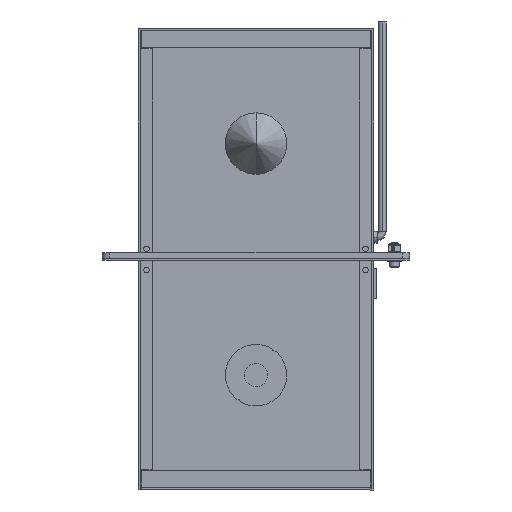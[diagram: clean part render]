
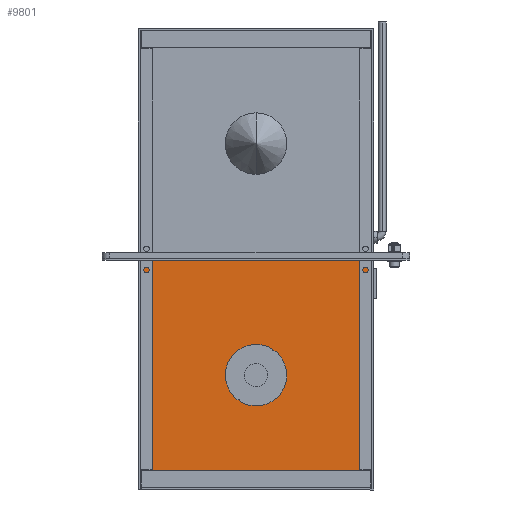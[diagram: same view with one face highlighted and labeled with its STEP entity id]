
A CAD part, front view. The second image highlights one B-rep face of the part: STEP entity #9801.
In plain terms, the highlighted planar face has unit normal (0, -1, 0).
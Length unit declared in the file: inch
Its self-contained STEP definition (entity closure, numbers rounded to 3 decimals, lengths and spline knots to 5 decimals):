
#353 = EDGE_CURVE ( 'NONE', #15095, #831, #2519, .T. ) ;
#542 = DIRECTION ( 'NONE',  ( 1., 0., 0. ) ) ;
#815 = CARTESIAN_POINT ( 'NONE',  ( -1.45889, 2.21814, 0.47755 ) ) ;
#831 = VERTEX_POINT ( 'NONE', #815 ) ;
#1189 = EDGE_CURVE ( 'NONE', #19656, #2597, #10811, .T. ) ;
#1202 = VECTOR ( 'NONE', #13720, 39.37008 ) ;
#2371 = FACE_OUTER_BOUND ( 'NONE', #8167, .T. ) ;
#2519 = LINE ( 'NONE', #6304, #6201 ) ;
#2582 = ORIENTED_EDGE ( 'NONE', *, *, #353, .F. ) ;
#2597 = VERTEX_POINT ( 'NONE', #8337 ) ;
#4328 = EDGE_CURVE ( 'NONE', #831, #19656, #9555, .T. ) ;
#4330 = EDGE_CURVE ( 'NONE', #2597, #15095, #5344, .T. ) ;
#5344 = LINE ( 'NONE', #18382, #13216 ) ;
#5605 = ORIENTED_EDGE ( 'NONE', *, *, #4328, .F. ) ;
#5992 = CARTESIAN_POINT ( 'NONE',  ( 6.06111, 2.21814, 7.87755 ) ) ;
#6201 = VECTOR ( 'NONE', #12437, 39.37008 ) ;
#6304 = CARTESIAN_POINT ( 'NONE',  ( 6.06111, 2.21814, 0.47755 ) ) ;
#6377 = DIRECTION ( 'NONE',  ( 0., 1., 0. ) ) ;
#6825 = AXIS2_PLACEMENT_3D ( 'NONE', #15819, #6377, #17397 ) ;
#8167 = EDGE_LOOP ( 'NONE', ( #5605, #2582, #17095, #9826 ) ) ;
#8337 = CARTESIAN_POINT ( 'NONE',  ( 6.06111, 2.21814, 7.87755 ) ) ;
#9555 = LINE ( 'NONE', #13779, #1202 ) ;
#9801 = ADVANCED_FACE ( 'NONE', ( #2371 ), #18911, .F. ) ;
#9826 = ORIENTED_EDGE ( 'NONE', *, *, #1189, .F. ) ;
#10811 = LINE ( 'NONE', #5992, #18696 ) ;
#12209 = DIRECTION ( 'NONE',  ( 0., 0., -1. ) ) ;
#12437 = DIRECTION ( 'NONE',  ( -1., 0., 0. ) ) ;
#13216 = VECTOR ( 'NONE', #12209, 39.37008 ) ;
#13720 = DIRECTION ( 'NONE',  ( 0., 0., 1. ) ) ;
#13779 = CARTESIAN_POINT ( 'NONE',  ( -1.45889, 2.21814, 7.87755 ) ) ;
#15095 = VERTEX_POINT ( 'NONE', #16027 ) ;
#15819 = CARTESIAN_POINT ( 'NONE',  ( 2.30111, 2.21814, 4.17755 ) ) ;
#16027 = CARTESIAN_POINT ( 'NONE',  ( 6.06111, 2.21814, 0.47755 ) ) ;
#17095 = ORIENTED_EDGE ( 'NONE', *, *, #4330, .F. ) ;
#17397 = DIRECTION ( 'NONE',  ( 1., 0., 0. ) ) ;
#17587 = CARTESIAN_POINT ( 'NONE',  ( -1.45889, 2.21814, 7.87755 ) ) ;
#18382 = CARTESIAN_POINT ( 'NONE',  ( 6.06111, 2.21814, 7.87755 ) ) ;
#18696 = VECTOR ( 'NONE', #542, 39.37008 ) ;
#18911 = PLANE ( 'NONE',  #6825 ) ;
#19656 = VERTEX_POINT ( 'NONE', #17587 ) ;
